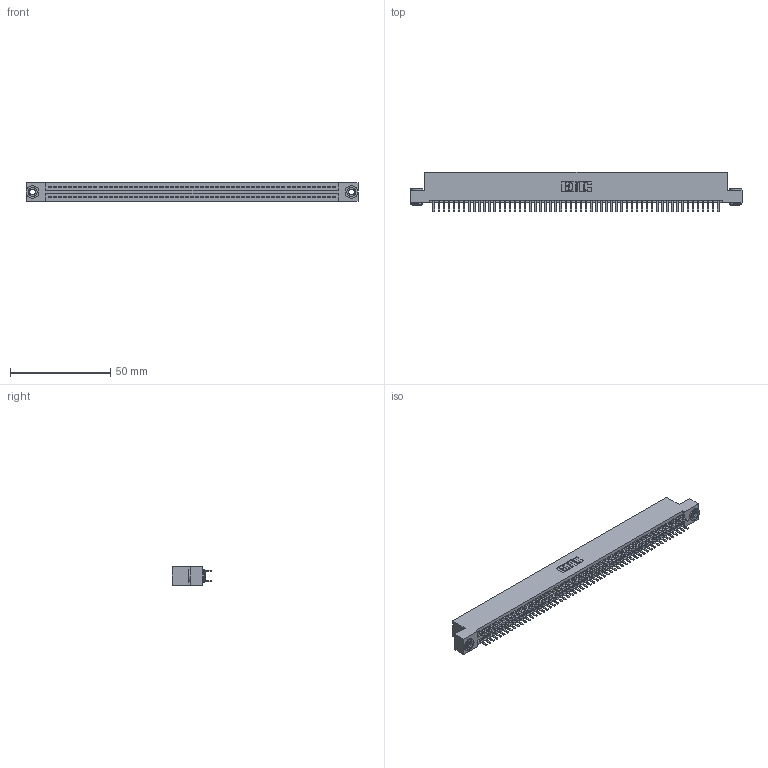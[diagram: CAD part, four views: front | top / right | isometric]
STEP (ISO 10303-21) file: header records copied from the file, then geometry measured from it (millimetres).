
FILE_DESCRIPTION (( 'STEP AP203' ), '1' );
FILE_NAME ('395-114-520-203.STEP', '2019-10-27T16:54:17', ( '' ), ( '' ), 'SwSTEP 2.0', 'SolidWorks 2016', '' );
FILE_SCHEMA (( 'CONFIG_CONTROL_DESIGN' ));
Length unit declared in the file: inch
Products named in the file (4): 345 Part_Flush Mounting Lugs - 0.156 Dia-TH; 345-292-001_345-293-120; 345-250-002_345-250-002-102; 395-114-520-203
Assembly tree (117 placements, depth 2):
  395-114-520-203
    345 Part_Flush Mounting Lugs - 0.156 Dia-TH
    345-292-001_345-293-120  x114
    345-250-002_345-250-002-102  x2
Bounding box: 165.99 x 19.68 x 9.4 mm (x, y, z)
Volume: 16232.9 mm3; surface area: 24383.7 mm2
Topology: 117 solids, 117 shells, 6320 faces, 18315 edges, 11902 vertices
Faces by surface type: plane 4080, cylinder 2232, cone 8
Entity records: 43468 total; most frequent: CARTESIAN_POINT 7259, ORIENTED_EDGE 7174, DIRECTION 6401, EDGE_CURVE 3587, LINE 3199, VECTOR 3199, VERTEX_POINT 2386, AXIS2_PLACEMENT_3D 1601
